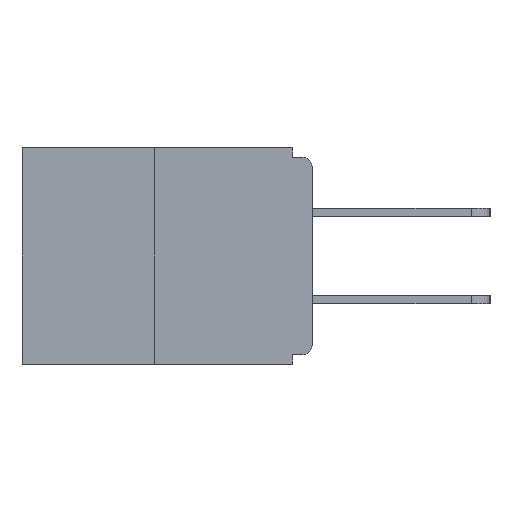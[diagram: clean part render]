
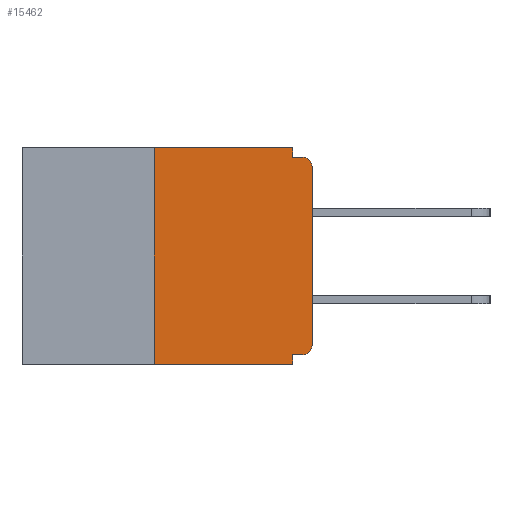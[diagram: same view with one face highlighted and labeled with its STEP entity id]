
A CAD part, left-side view. The second image highlights one B-rep face of the part: STEP entity #15462.
In plain terms, the highlighted planar face has unit normal (-1, 0, 0).
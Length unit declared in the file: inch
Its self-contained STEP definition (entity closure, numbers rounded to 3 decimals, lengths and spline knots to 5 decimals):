
#122 = VERTEX_POINT ( 'NONE', #14724 ) ;
#170 = LINE ( 'NONE', #21155, #18845 ) ;
#727 = ORIENTED_EDGE ( 'NONE', *, *, #12090, .F. ) ;
#830 = AXIS2_PLACEMENT_3D ( 'NONE', #4485, #13495, #6275 ) ;
#966 = DIRECTION ( 'NONE',  ( 0., 0., -1. ) ) ;
#1400 = VECTOR ( 'NONE', #15571, 39.37008 ) ;
#2429 = EDGE_CURVE ( 'NONE', #17726, #11818, #170, .T. ) ;
#2628 = ORIENTED_EDGE ( 'NONE', *, *, #17612, .T. ) ;
#2759 = VECTOR ( 'NONE', #23090, 39.37008 ) ;
#2837 = VECTOR ( 'NONE', #11039, 39.37008 ) ;
#3070 = DIRECTION ( 'NONE',  ( 0., -1., 0. ) ) ;
#3392 = VECTOR ( 'NONE', #13739, 39.37008 ) ;
#4463 = EDGE_CURVE ( 'NONE', #22398, #9645, #15891, .T. ) ;
#4485 = CARTESIAN_POINT ( 'NONE',  ( 0., 0.015, -0.03 ) ) ;
#5385 = CARTESIAN_POINT ( 'NONE',  ( 0., 0.25, -0.343 ) ) ;
#5697 = DIRECTION ( 'NONE',  ( 0., -1., 0. ) ) ;
#6256 = LINE ( 'NONE', #17805, #17924 ) ;
#6275 = DIRECTION ( 'NONE',  ( 0., 0., -1. ) ) ;
#6405 = VECTOR ( 'NONE', #5697, 39.37008 ) ;
#6764 = EDGE_LOOP ( 'NONE', ( #12081, #10106, #2628, #727, #16605, #21458, #16252, #14988, #15413, #14498 ) ) ;
#6801 = CARTESIAN_POINT ( 'NONE',  ( 0., 0.031, 0. ) ) ;
#6845 = VERTEX_POINT ( 'NONE', #8946 ) ;
#7329 = DIRECTION ( 'NONE',  ( 0., 0., -1. ) ) ;
#7494 = AXIS2_PLACEMENT_3D ( 'NONE', #9820, #19214, #8171 ) ;
#7610 = LINE ( 'NONE', #12895, #6405 ) ;
#7631 = CARTESIAN_POINT ( 'NONE',  ( 0., 0.031, -0.328 ) ) ;
#7803 = FACE_OUTER_BOUND ( 'NONE', #6764, .T. ) ;
#7908 = CARTESIAN_POINT ( 'NONE',  ( 0., 0.015, -0.313 ) ) ;
#8171 = DIRECTION ( 'NONE',  ( 0., 0., -1. ) ) ;
#8461 = CARTESIAN_POINT ( 'NONE',  ( 0., 0.25, 0. ) ) ;
#8946 = CARTESIAN_POINT ( 'NONE',  ( 0., 0., -0.313 ) ) ;
#9223 = VERTEX_POINT ( 'NONE', #12630 ) ;
#9520 = EDGE_CURVE ( 'NONE', #9645, #15736, #18786, .T. ) ;
#9609 = VERTEX_POINT ( 'NONE', #11796 ) ;
#9645 = VERTEX_POINT ( 'NONE', #8461 ) ;
#9820 = CARTESIAN_POINT ( 'NONE',  ( 0., 0.46, 0. ) ) ;
#10106 = ORIENTED_EDGE ( 'NONE', *, *, #4463, .F. ) ;
#10951 = CARTESIAN_POINT ( 'NONE',  ( 0., 0.25, 0. ) ) ;
#10963 = EDGE_CURVE ( 'NONE', #17726, #6845, #18257, .T. ) ;
#11039 = DIRECTION ( 'NONE',  ( 0., 0., 1. ) ) ;
#11114 = CARTESIAN_POINT ( 'NONE',  ( 0., 0.015, -0.328 ) ) ;
#11796 = CARTESIAN_POINT ( 'NONE',  ( 0., 0.015, -0.015 ) ) ;
#11818 = VERTEX_POINT ( 'NONE', #7631 ) ;
#12081 = ORIENTED_EDGE ( 'NONE', *, *, #9520, .F. ) ;
#12090 = EDGE_CURVE ( 'NONE', #11818, #9223, #13613, .T. ) ;
#12630 = CARTESIAN_POINT ( 'NONE',  ( 0., 0.031, -0.343 ) ) ;
#12895 = CARTESIAN_POINT ( 'NONE',  ( 0., 0., -0.015 ) ) ;
#12972 = EDGE_CURVE ( 'NONE', #15736, #20785, #22671, .T. ) ;
#13249 = EDGE_CURVE ( 'NONE', #122, #9609, #17837, .T. ) ;
#13495 = DIRECTION ( 'NONE',  ( -1., 0., 0. ) ) ;
#13613 = LINE ( 'NONE', #14200, #20480 ) ;
#13739 = DIRECTION ( 'NONE',  ( 0., 0., -1. ) ) ;
#14200 = CARTESIAN_POINT ( 'NONE',  ( 0., 0.031, -0.343 ) ) ;
#14498 = ORIENTED_EDGE ( 'NONE', *, *, #12972, .F. ) ;
#14724 = CARTESIAN_POINT ( 'NONE',  ( 0., 0., -0.03 ) ) ;
#14988 = ORIENTED_EDGE ( 'NONE', *, *, #13249, .T. ) ;
#15413 = ORIENTED_EDGE ( 'NONE', *, *, #20013, .F. ) ;
#15462 = ADVANCED_FACE ( 'NONE', ( #7803 ), #17164, .F. ) ;
#15509 = LINE ( 'NONE', #17734, #2759 ) ;
#15571 = DIRECTION ( 'NONE',  ( 0., -1., 0. ) ) ;
#15736 = VERTEX_POINT ( 'NONE', #16439 ) ;
#15891 = LINE ( 'NONE', #10951, #2837 ) ;
#16252 = ORIENTED_EDGE ( 'NONE', *, *, #22587, .T. ) ;
#16439 = CARTESIAN_POINT ( 'NONE',  ( 0., 0.031, 0. ) ) ;
#16605 = ORIENTED_EDGE ( 'NONE', *, *, #2429, .F. ) ;
#17164 = PLANE ( 'NONE',  #7494 ) ;
#17288 = AXIS2_PLACEMENT_3D ( 'NONE', #7908, #18865, #966 ) ;
#17309 = CARTESIAN_POINT ( 'NONE',  ( 0., 0.46, 0. ) ) ;
#17612 = EDGE_CURVE ( 'NONE', #22398, #9223, #6256, .T. ) ;
#17726 = VERTEX_POINT ( 'NONE', #11114 ) ;
#17734 = CARTESIAN_POINT ( 'NONE',  ( 0., 0., 0. ) ) ;
#17805 = CARTESIAN_POINT ( 'NONE',  ( 0., 0.46, -0.343 ) ) ;
#17837 = CIRCLE ( 'NONE', #830, 0.015 ) ;
#17924 = VECTOR ( 'NONE', #3070, 39.37008 ) ;
#18257 = CIRCLE ( 'NONE', #17288, 0.015 ) ;
#18773 = CARTESIAN_POINT ( 'NONE',  ( 0., 0.031, -0.015 ) ) ;
#18786 = LINE ( 'NONE', #17309, #1400 ) ;
#18845 = VECTOR ( 'NONE', #19020, 39.37008 ) ;
#18865 = DIRECTION ( 'NONE',  ( -1., 0., 0. ) ) ;
#19020 = DIRECTION ( 'NONE',  ( 0., 1., 0. ) ) ;
#19214 = DIRECTION ( 'NONE',  ( 1., 0., 0. ) ) ;
#20013 = EDGE_CURVE ( 'NONE', #20785, #9609, #7610, .T. ) ;
#20480 = VECTOR ( 'NONE', #7329, 39.37008 ) ;
#20785 = VERTEX_POINT ( 'NONE', #18773 ) ;
#21155 = CARTESIAN_POINT ( 'NONE',  ( 0., 0., -0.328 ) ) ;
#21458 = ORIENTED_EDGE ( 'NONE', *, *, #10963, .T. ) ;
#22398 = VERTEX_POINT ( 'NONE', #5385 ) ;
#22587 = EDGE_CURVE ( 'NONE', #6845, #122, #15509, .T. ) ;
#22671 = LINE ( 'NONE', #6801, #3392 ) ;
#23090 = DIRECTION ( 'NONE',  ( 0., 0., 1. ) ) ;
